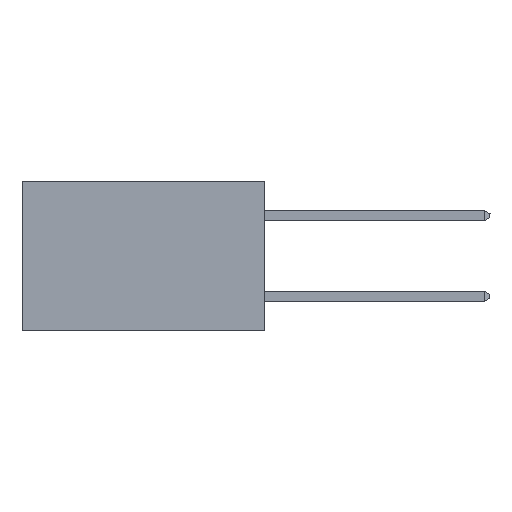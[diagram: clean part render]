
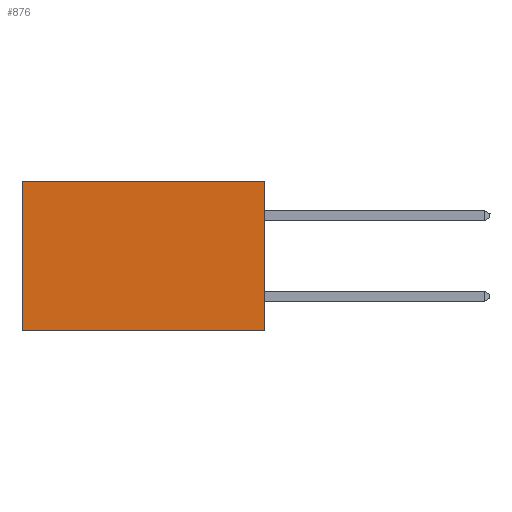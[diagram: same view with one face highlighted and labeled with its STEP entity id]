
A CAD part, left-side view. The second image highlights one B-rep face of the part: STEP entity #876.
In plain terms, the highlighted planar face has unit normal (-1, 0, 0).
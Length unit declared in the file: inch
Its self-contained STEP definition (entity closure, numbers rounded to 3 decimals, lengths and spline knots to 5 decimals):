
#79 = EDGE_CURVE ( 'NONE', #16459, #11802, #2665, .T. ) ;
#270 = EDGE_CURVE ( 'NONE', #8837, #11802, #5903, .T. ) ;
#358 = EDGE_CURVE ( 'NONE', #11130, #16459, #15267, .T. ) ;
#717 = CARTESIAN_POINT ( 'NONE',  ( 0.298, 0.6, 0. ) ) ;
#876 = ADVANCED_FACE ( 'NONE', ( #9518 ), #7297, .F. ) ;
#2665 = LINE ( 'NONE', #14094, #17099 ) ;
#3890 = LINE ( 'NONE', #10118, #11526 ) ;
#4319 = DIRECTION ( 'NONE',  ( 0., 1., 0. ) ) ;
#5903 = LINE ( 'NONE', #12193, #16476 ) ;
#5911 = CARTESIAN_POINT ( 'NONE',  ( 0.298, 0.6, -0.37 ) ) ;
#6836 = ORIENTED_EDGE ( 'NONE', *, *, #358, .F. ) ;
#7254 = DIRECTION ( 'NONE',  ( 0., 0., -1. ) ) ;
#7256 = DIRECTION ( 'NONE',  ( 1., 0., 0. ) ) ;
#7297 = PLANE ( 'NONE',  #15707 ) ;
#7303 = CARTESIAN_POINT ( 'NONE',  ( 0.298, 0., 0. ) ) ;
#8837 = VERTEX_POINT ( 'NONE', #717 ) ;
#9518 = FACE_OUTER_BOUND ( 'NONE', #15558, .T. ) ;
#10118 = CARTESIAN_POINT ( 'NONE',  ( 0.298, 0., 0. ) ) ;
#10720 = ORIENTED_EDGE ( 'NONE', *, *, #16977, .T. ) ;
#10882 = ORIENTED_EDGE ( 'NONE', *, *, #270, .T. ) ;
#11130 = VERTEX_POINT ( 'NONE', #17357 ) ;
#11246 = VECTOR ( 'NONE', #11333, 39.37008 ) ;
#11333 = DIRECTION ( 'NONE',  ( 0., 0., -1. ) ) ;
#11388 = CARTESIAN_POINT ( 'NONE',  ( 0.298, 0., 0. ) ) ;
#11526 = VECTOR ( 'NONE', #4319, 39.37008 ) ;
#11793 = CARTESIAN_POINT ( 'NONE',  ( 0.298, 0., -0.37 ) ) ;
#11802 = VERTEX_POINT ( 'NONE', #5911 ) ;
#12058 = DIRECTION ( 'NONE',  ( 0., 0., -1. ) ) ;
#12193 = CARTESIAN_POINT ( 'NONE',  ( 0.298, 0.6, 0. ) ) ;
#14094 = CARTESIAN_POINT ( 'NONE',  ( 0.298, 0., -0.37 ) ) ;
#14112 = DIRECTION ( 'NONE',  ( 0., 1., 0. ) ) ;
#14496 = ORIENTED_EDGE ( 'NONE', *, *, #79, .F. ) ;
#15267 = LINE ( 'NONE', #11388, #11246 ) ;
#15558 = EDGE_LOOP ( 'NONE', ( #10882, #14496, #6836, #10720 ) ) ;
#15707 = AXIS2_PLACEMENT_3D ( 'NONE', #7303, #7256, #7254 ) ;
#16459 = VERTEX_POINT ( 'NONE', #11793 ) ;
#16476 = VECTOR ( 'NONE', #12058, 39.37008 ) ;
#16977 = EDGE_CURVE ( 'NONE', #11130, #8837, #3890, .T. ) ;
#17099 = VECTOR ( 'NONE', #14112, 39.37008 ) ;
#17357 = CARTESIAN_POINT ( 'NONE',  ( 0.298, 0., 0. ) ) ;
